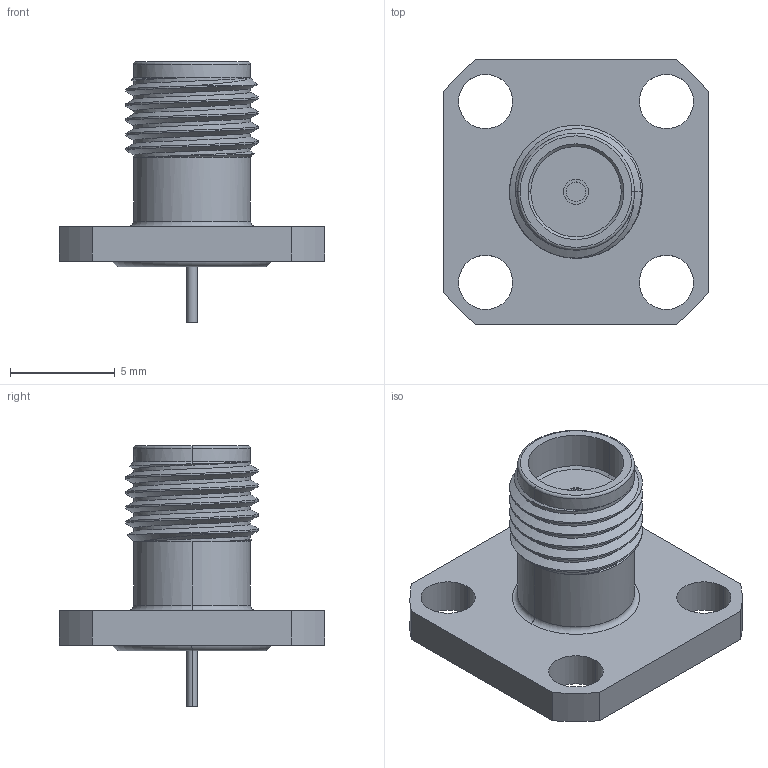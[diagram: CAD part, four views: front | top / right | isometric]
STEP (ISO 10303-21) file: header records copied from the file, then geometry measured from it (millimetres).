
FILE_DESCRIPTION (( 'STEP AP214' ), '1' );
FILE_NAME ('FMCN4409_3D.STEP', '2023-01-05T21:31:25', ( '' ), ( '' ), 'SwSTEP 2.0', 'SolidWorks 2022', '' );
FILE_SCHEMA (( 'AUTOMOTIVE_DESIGN' ));
Length unit declared in the file: inch
Products named in the file (1): FMCN4409_3D
Bounding box: 12.7 x 12.7 x 12.45 mm (x, y, z)
Volume: 392.9 mm3; surface area: 702.1 mm2
Topology: 2 solids, 2 shells, 82 faces, 190 edges, 121 vertices
Faces by surface type: cylinder 46, plane 17, torus 8, cone 8, bspline 3
Entity records: 4112 total; most frequent: CARTESIAN_POINT 2195, DIRECTION 401, ORIENTED_EDGE 380, EDGE_CURVE 190, AXIS2_PLACEMENT_3D 169, VERTEX_POINT 121, EDGE_LOOP 101, CIRCLE 89
